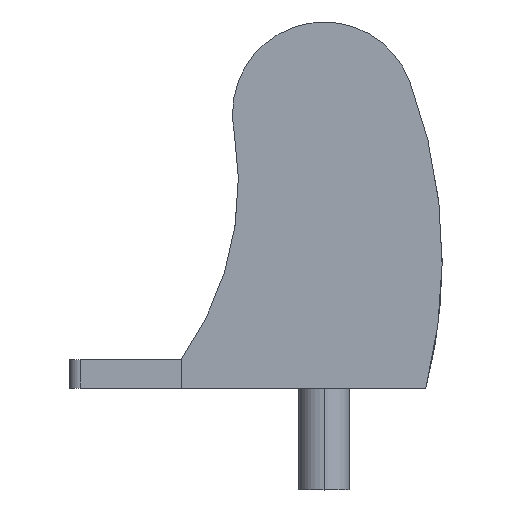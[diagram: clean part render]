
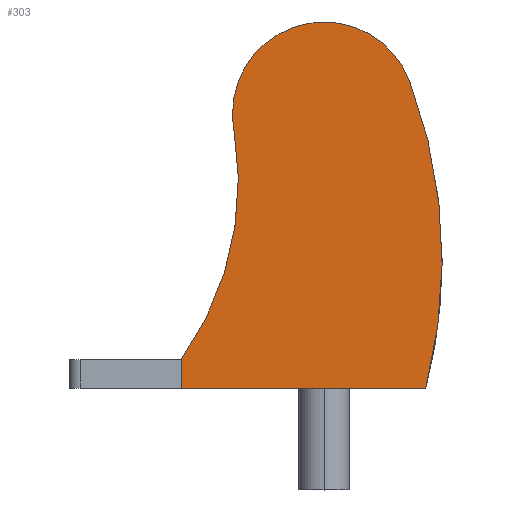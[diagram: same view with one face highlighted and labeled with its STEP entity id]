
A CAD part, top view. The second image highlights one B-rep face of the part: STEP entity #303.
In plain terms, the highlighted planar face has unit normal (0, 0, 1).
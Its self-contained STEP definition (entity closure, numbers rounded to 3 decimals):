
#8 = DIRECTION ( 'NONE',  ( 0., 0., -1. ) ) ;
#110 = VERTEX_POINT ( 'NONE', #792 ) ;
#158 = CARTESIAN_POINT ( 'NONE',  ( -191.935, -72.013, 60. ) ) ;
#166 = AXIS2_PLACEMENT_3D ( 'NONE', #1039, #503, #1439 ) ;
#190 = CARTESIAN_POINT ( 'NONE',  ( -70., -120.46, 60. ) ) ;
#211 = FACE_OUTER_BOUND ( 'NONE', #1591, .T. ) ;
#297 = DIRECTION ( 'NONE',  ( 1., 0., 0. ) ) ;
#303 = ADVANCED_FACE ( 'NONE', ( #211 ), #1304, .T. ) ;
#320 = ORIENTED_EDGE ( 'NONE', *, *, #1622, .T. ) ;
#323 = CARTESIAN_POINT ( 'NONE',  ( 0., -135., 60. ) ) ;
#397 = CIRCLE ( 'NONE', #1662, 250. ) ;
#459 = CARTESIAN_POINT ( 'NONE',  ( -70., -135., 60. ) ) ;
#476 = CARTESIAN_POINT ( 'NONE',  ( -44.339, -7.685, 60. ) ) ;
#501 = VECTOR ( 'NONE', #820, 1000. ) ;
#503 = DIRECTION ( 'NONE',  ( 0., 0., 1. ) ) ;
#538 = VERTEX_POINT ( 'NONE', #459 ) ;
#548 = EDGE_CURVE ( 'NONE', #538, #618, #1178, .T. ) ;
#598 = VERTEX_POINT ( 'NONE', #476 ) ;
#618 = VERTEX_POINT ( 'NONE', #1374 ) ;
#663 = CARTESIAN_POINT ( 'NONE',  ( -45., 0., 60. ) ) ;
#706 = VERTEX_POINT ( 'NONE', #190 ) ;
#759 = DIRECTION ( 'NONE',  ( 0., 0., 1. ) ) ;
#769 = CARTESIAN_POINT ( 'NONE',  ( 0., 0., 60. ) ) ;
#773 = EDGE_CURVE ( 'NONE', #618, #110, #397, .T. ) ;
#792 = CARTESIAN_POINT ( 'NONE',  ( 42.132, 15.808, 60. ) ) ;
#820 = DIRECTION ( 'NONE',  ( 0., -1., 0. ) ) ;
#833 = CARTESIAN_POINT ( 'NONE',  ( -192.286, -33.327, 60. ) ) ;
#912 = DIRECTION ( 'NONE',  ( 1., 0., 0. ) ) ;
#935 = VERTEX_POINT ( 'NONE', #663 ) ;
#943 = AXIS2_PLACEMENT_3D ( 'NONE', #1567, #759, #1696 ) ;
#967 = DIRECTION ( 'NONE',  ( -1., 0., 0. ) ) ;
#1039 = CARTESIAN_POINT ( 'NONE',  ( -191.935, -72.013, 60. ) ) ;
#1111 = DIRECTION ( 'NONE',  ( 0., 0., 1. ) ) ;
#1122 = AXIS2_PLACEMENT_3D ( 'NONE', #769, #1708, #912 ) ;
#1137 = CIRCLE ( 'NONE', #1416, 150.153 ) ;
#1141 = VECTOR ( 'NONE', #1396, 1000. ) ;
#1178 = LINE ( 'NONE', #323, #1141 ) ;
#1215 = ORIENTED_EDGE ( 'NONE', *, *, #773, .T. ) ;
#1217 = LINE ( 'NONE', #1624, #501 ) ;
#1290 = ORIENTED_EDGE ( 'NONE', *, *, #548, .T. ) ;
#1304 = PLANE ( 'NONE',  #166 ) ;
#1350 = EDGE_CURVE ( 'NONE', #706, #538, #1217, .T. ) ;
#1374 = CARTESIAN_POINT ( 'NONE',  ( 50., -135., 60. ) ) ;
#1378 = EDGE_CURVE ( 'NONE', #598, #706, #1137, .T. ) ;
#1396 = DIRECTION ( 'NONE',  ( 1., 0., 0. ) ) ;
#1416 = AXIS2_PLACEMENT_3D ( 'NONE', #833, #8, #967 ) ;
#1419 = ORIENTED_EDGE ( 'NONE', *, *, #1533, .T. ) ;
#1439 = DIRECTION ( 'NONE',  ( 1., 0., 0. ) ) ;
#1488 = ORIENTED_EDGE ( 'NONE', *, *, #1378, .T. ) ;
#1533 = EDGE_CURVE ( 'NONE', #110, #935, #1638, .T. ) ;
#1553 = CIRCLE ( 'NONE', #1122, 45. ) ;
#1567 = CARTESIAN_POINT ( 'NONE',  ( 0., 0., 60. ) ) ;
#1591 = EDGE_LOOP ( 'NONE', ( #1215, #1419, #320, #1488, #1675, #1290 ) ) ;
#1622 = EDGE_CURVE ( 'NONE', #935, #598, #1553, .T. ) ;
#1624 = CARTESIAN_POINT ( 'NONE',  ( -70., -120.46, 60. ) ) ;
#1638 = CIRCLE ( 'NONE', #943, 45. ) ;
#1662 = AXIS2_PLACEMENT_3D ( 'NONE', #158, #1111, #297 ) ;
#1675 = ORIENTED_EDGE ( 'NONE', *, *, #1350, .T. ) ;
#1696 = DIRECTION ( 'NONE',  ( 1., 0., 0. ) ) ;
#1708 = DIRECTION ( 'NONE',  ( 0., 0., 1. ) ) ;
